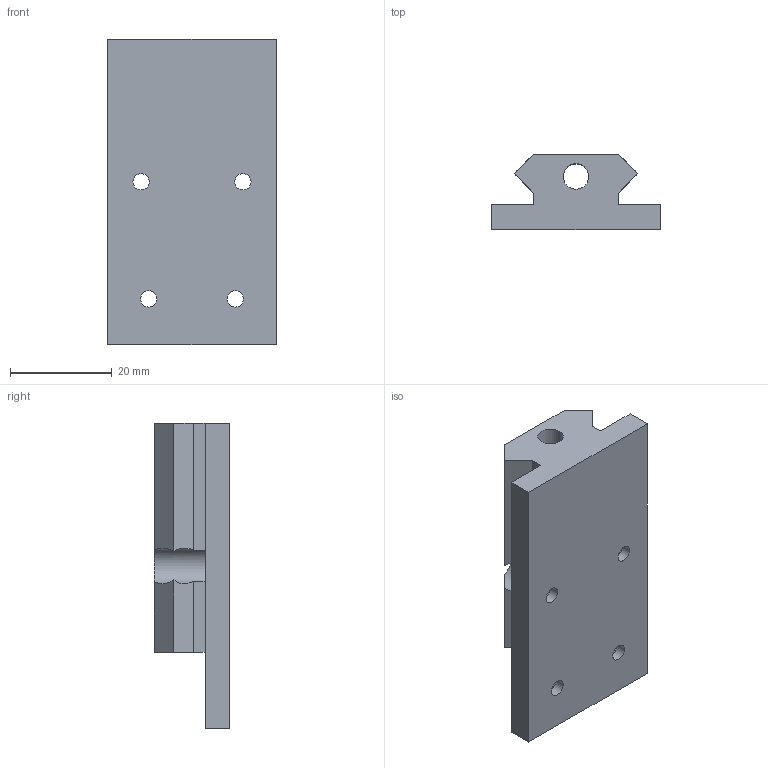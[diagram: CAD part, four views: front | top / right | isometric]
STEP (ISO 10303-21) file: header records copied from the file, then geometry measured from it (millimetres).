
FILE_DESCRIPTION(/* description */ (''),/* implementation_level */ '2;1');
FILE_NAME(/* name */ 'sliding mount.step',/* time_stamp */ '2025-12-27T20:50:04+01:00',/* author */ (''),/* organization */ (''),/* preprocessor_version */ 'ST-DEVELOPER v20.1',/* originating_system */ 'Autodesk Translation Framework v14.21.0.0',/* authorisation */ '');
FILE_SCHEMA (('AUTOMOTIVE_DESIGN { 1 0 10303 214 3 1 1 }'));
Length unit declared in the file: millimetre
Products named in the file (1): 2025-12-27-20-50-04-321
Bounding box: 33 x 14.75 x 60 mm (x, y, z)
Volume: 16115.9 mm3; surface area: 7606.9 mm2
Topology: 1 solids, 1 shells, 45 faces, 117 edges, 78 vertices
Faces by surface type: plane 34, cylinder 11
Full cylindrical faces by diameter (mm): 3.2 x4, 5 x3, 5.5 x2, 7 x2
Entity records: 1446 total; most frequent: DIRECTION 243, CARTESIAN_POINT 241, ORIENTED_EDGE 234, EDGE_CURVE 117, LINE 83, VECTOR 83, AXIS2_PLACEMENT_3D 80, VERTEX_POINT 78
